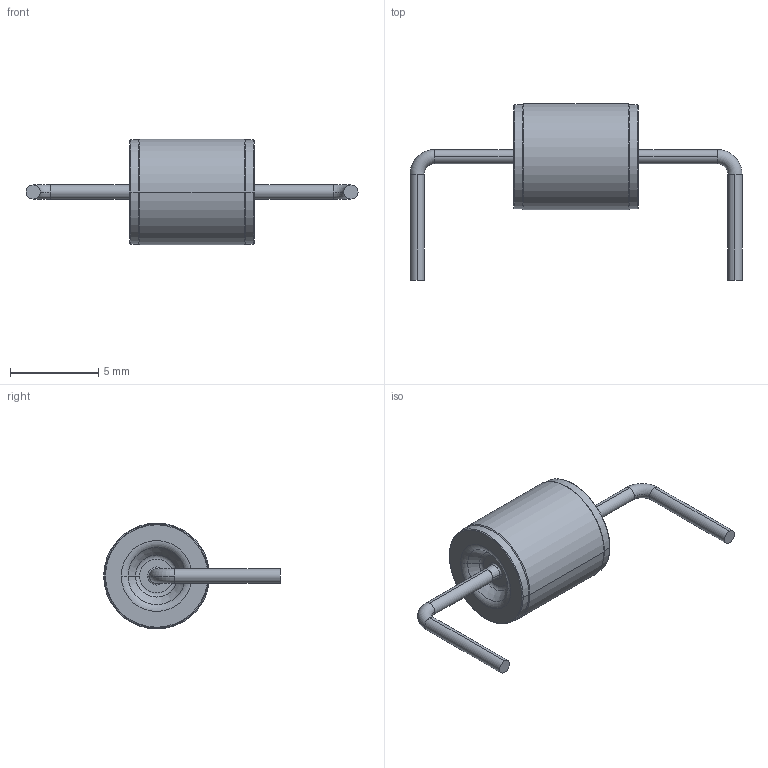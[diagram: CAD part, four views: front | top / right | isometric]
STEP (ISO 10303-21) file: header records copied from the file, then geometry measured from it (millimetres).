
FILE_DESCRIPTION(('FreeCAD Model'),'2;1');
FILE_NAME('Open CASCADE Shape Model','2024-05-15T11:46:39',('Author'),( ''),'Open CASCADE STEP processor 7.6','FreeCAD','Unknown');
FILE_SCHEMA(('AP242_MANAGED_MODEL_BASED_3D_ENGINEERING_MIM_LF. {1 0 10303 442 1 1 4 }'));
Length unit declared in the file: millimetre
Products named in the file (1): EHV62
Bounding box: 18.8 x 10 x 6 mm (x, y, z)
Volume: 200 mm3; surface area: 257.4 mm2
Topology: 1 solids, 1 shells, 54 faces, 114 edges, 68 vertices
Faces by surface type: torus 24, cylinder 14, cone 8, plane 8
Entity records: 1620 total; most frequent: DIRECTION 316, CARTESIAN_POINT 237, ORIENTED_EDGE 228, AXIS2_PLACEMENT_3D 147, EDGE_CURVE 114, CIRCLE 92, VERTEX_POINT 68, FACE_BOUND 60
